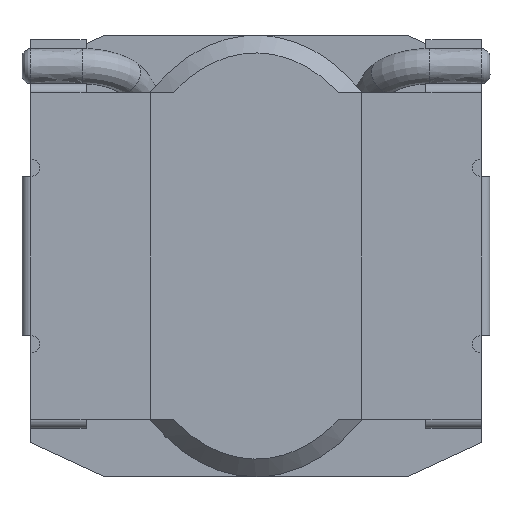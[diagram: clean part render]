
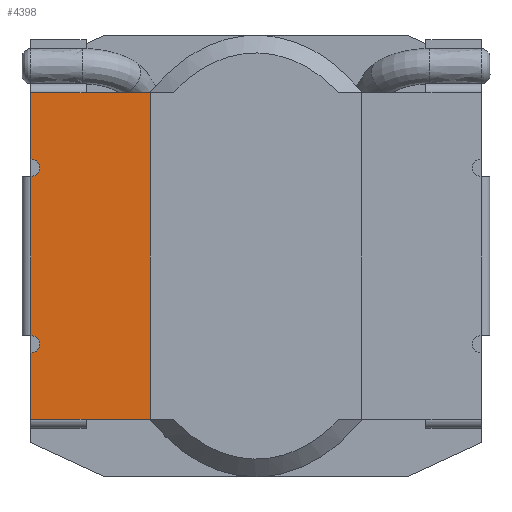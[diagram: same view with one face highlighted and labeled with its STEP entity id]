
A CAD part, front view. The second image highlights one B-rep face of the part: STEP entity #4398.
In plain terms, the highlighted planar face has unit normal (0, -1, 0).
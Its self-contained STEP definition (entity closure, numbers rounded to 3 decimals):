
#69 = CARTESIAN_POINT ( 'NONE',  ( -1.925, 0., -1.85 ) ) ;
#82 = ORIENTED_EDGE ( 'NONE', *, *, #5502, .T. ) ;
#120 = EDGE_CURVE ( 'NONE', #3170, #2539, #267, .T. ) ;
#250 = VERTEX_POINT ( 'NONE', #4365 ) ;
#267 = LINE ( 'NONE', #570, #2552 ) ;
#299 = LINE ( 'NONE', #2293, #1464 ) ;
#308 = DIRECTION ( 'NONE',  ( 1., 0., 0. ) ) ;
#354 = CARTESIAN_POINT ( 'NONE',  ( -2.55, 0., -0.9 ) ) ;
#355 = CARTESIAN_POINT ( 'NONE',  ( -1.925, 0., -1.85 ) ) ;
#360 = LINE ( 'NONE', #69, #1887 ) ;
#374 = DIRECTION ( 'NONE',  ( 0., 0., 1. ) ) ;
#411 = CARTESIAN_POINT ( 'NONE',  ( -2.55, 0., 1. ) ) ;
#423 = DIRECTION ( 'NONE',  ( 0., 1., 0. ) ) ;
#499 = DIRECTION ( 'NONE',  ( -1., 0., 0. ) ) ;
#545 = VERTEX_POINT ( 'NONE', #4955 ) ;
#570 = CARTESIAN_POINT ( 'NONE',  ( -2.55, 0., 0. ) ) ;
#582 = LINE ( 'NONE', #4006, #5047 ) ;
#593 = VERTEX_POINT ( 'NONE', #2952 ) ;
#828 = EDGE_LOOP ( 'NONE', ( #1355, #911, #2271, #1934, #5788, #2107, #82, #3337, #1647, #5652 ) ) ;
#911 = ORIENTED_EDGE ( 'NONE', *, *, #3362, .T. ) ;
#1024 = LINE ( 'NONE', #3616, #5688 ) ;
#1123 = VECTOR ( 'NONE', #2533, 1000. ) ;
#1137 = VERTEX_POINT ( 'NONE', #4893 ) ;
#1355 = ORIENTED_EDGE ( 'NONE', *, *, #5066, .F. ) ;
#1403 = CARTESIAN_POINT ( 'NONE',  ( 0., 0., 1.85 ) ) ;
#1464 = VECTOR ( 'NONE', #499, 1000. ) ;
#1581 = EDGE_CURVE ( 'NONE', #3534, #2954, #5640, .T. ) ;
#1647 = ORIENTED_EDGE ( 'NONE', *, *, #4520, .T. ) ;
#1691 = PLANE ( 'NONE',  #2482 ) ;
#1887 = VECTOR ( 'NONE', #5544, 1000. ) ;
#1934 = ORIENTED_EDGE ( 'NONE', *, *, #4023, .T. ) ;
#1996 = EDGE_CURVE ( 'NONE', #250, #545, #3959, .T. ) ;
#2107 = ORIENTED_EDGE ( 'NONE', *, *, #4375, .T. ) ;
#2239 = CARTESIAN_POINT ( 'NONE',  ( -2.55, 0., -1. ) ) ;
#2271 = ORIENTED_EDGE ( 'NONE', *, *, #120, .T. ) ;
#2293 = CARTESIAN_POINT ( 'NONE',  ( 0., 0., 1.85 ) ) ;
#2305 = DIRECTION ( 'NONE',  ( -1., 0., 0. ) ) ;
#2400 = DIRECTION ( 'NONE',  ( 0., 0., -1. ) ) ;
#2482 = AXIS2_PLACEMENT_3D ( 'NONE', #4426, #4892, #3968 ) ;
#2533 = DIRECTION ( 'NONE',  ( 0., 0., 1. ) ) ;
#2539 = VERTEX_POINT ( 'NONE', #354 ) ;
#2552 = VECTOR ( 'NONE', #2400, 1000. ) ;
#2605 = VECTOR ( 'NONE', #3198, 1000. ) ;
#2680 = VERTEX_POINT ( 'NONE', #3442 ) ;
#2925 = AXIS2_PLACEMENT_3D ( 'NONE', #411, #423, #3203 ) ;
#2952 = CARTESIAN_POINT ( 'NONE',  ( -1.925, 0., 1.85 ) ) ;
#2954 = VERTEX_POINT ( 'NONE', #5944 ) ;
#3111 = VERTEX_POINT ( 'NONE', #355 ) ;
#3170 = VERTEX_POINT ( 'NONE', #5379 ) ;
#3198 = DIRECTION ( 'NONE',  ( 0., 0., 1. ) ) ;
#3203 = DIRECTION ( 'NONE',  ( 0., 0., 1. ) ) ;
#3219 = LINE ( 'NONE', #1403, #4308 ) ;
#3337 = ORIENTED_EDGE ( 'NONE', *, *, #1996, .T. ) ;
#3362 = EDGE_CURVE ( 'NONE', #2680, #3170, #3889, .T. ) ;
#3442 = CARTESIAN_POINT ( 'NONE',  ( -2.55, 0., 1.1 ) ) ;
#3534 = VERTEX_POINT ( 'NONE', #3770 ) ;
#3585 = DIRECTION ( 'NONE',  ( 0., 1., 0. ) ) ;
#3616 = CARTESIAN_POINT ( 'NONE',  ( -2.55, 0., 1.1 ) ) ;
#3770 = CARTESIAN_POINT ( 'NONE',  ( -2.55, 0., -1.85 ) ) ;
#3811 = FACE_OUTER_BOUND ( 'NONE', #828, .T. ) ;
#3889 = CIRCLE ( 'NONE', #2925, 0.1 ) ;
#3959 = LINE ( 'NONE', #4071, #2605 ) ;
#3968 = DIRECTION ( 'NONE',  ( 0., 0., 1. ) ) ;
#4006 = CARTESIAN_POINT ( 'NONE',  ( 0., 0., -1.85 ) ) ;
#4023 = EDGE_CURVE ( 'NONE', #2539, #2954, #4204, .T. ) ;
#4071 = CARTESIAN_POINT ( 'NONE',  ( -1.2, 0., -1.95 ) ) ;
#4204 = CIRCLE ( 'NONE', #4567, 0.1 ) ;
#4308 = VECTOR ( 'NONE', #2305, 1000. ) ;
#4365 = CARTESIAN_POINT ( 'NONE',  ( -1.2, 0., -1.85 ) ) ;
#4375 = EDGE_CURVE ( 'NONE', #3534, #3111, #582, .T. ) ;
#4398 = ADVANCED_FACE ( 'NONE', ( #3811 ), #1691, .F. ) ;
#4426 = CARTESIAN_POINT ( 'NONE',  ( 0., 0., 0. ) ) ;
#4520 = EDGE_CURVE ( 'NONE', #545, #593, #299, .T. ) ;
#4567 = AXIS2_PLACEMENT_3D ( 'NONE', #2239, #3585, #374 ) ;
#4586 = DIRECTION ( 'NONE',  ( 0., 0., 1. ) ) ;
#4832 = CARTESIAN_POINT ( 'NONE',  ( -2.55, 0., -1.1 ) ) ;
#4892 = DIRECTION ( 'NONE',  ( 0., 1., 0. ) ) ;
#4893 = CARTESIAN_POINT ( 'NONE',  ( -2.55, 0., 1.85 ) ) ;
#4955 = CARTESIAN_POINT ( 'NONE',  ( -1.2, 0., 1.85 ) ) ;
#5047 = VECTOR ( 'NONE', #308, 1000. ) ;
#5066 = EDGE_CURVE ( 'NONE', #2680, #1137, #1024, .T. ) ;
#5131 = EDGE_CURVE ( 'NONE', #593, #1137, #3219, .T. ) ;
#5379 = CARTESIAN_POINT ( 'NONE',  ( -2.55, 0., 0.9 ) ) ;
#5502 = EDGE_CURVE ( 'NONE', #3111, #250, #360, .T. ) ;
#5544 = DIRECTION ( 'NONE',  ( 1., 0., 0. ) ) ;
#5640 = LINE ( 'NONE', #4832, #1123 ) ;
#5652 = ORIENTED_EDGE ( 'NONE', *, *, #5131, .T. ) ;
#5688 = VECTOR ( 'NONE', #4586, 1000. ) ;
#5788 = ORIENTED_EDGE ( 'NONE', *, *, #1581, .F. ) ;
#5944 = CARTESIAN_POINT ( 'NONE',  ( -2.55, 0., -1.1 ) ) ;
